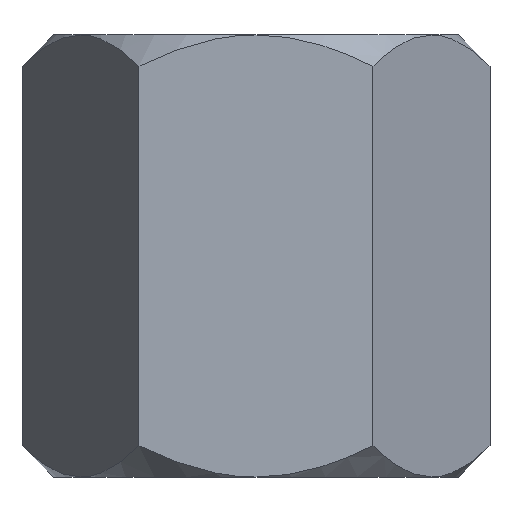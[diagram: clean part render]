
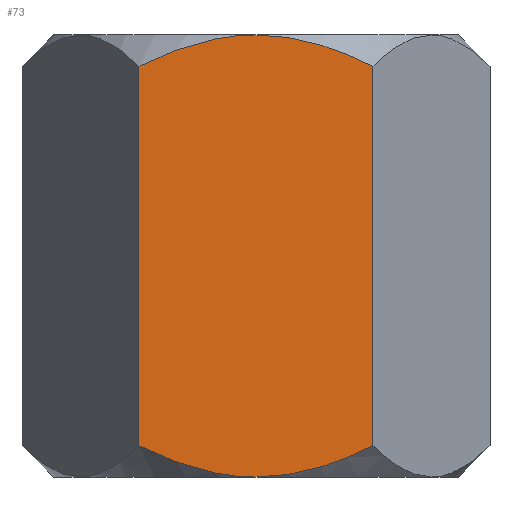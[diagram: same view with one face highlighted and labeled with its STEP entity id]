
A CAD part, front view. The second image highlights one B-rep face of the part: STEP entity #73.
In plain terms, the highlighted planar face has unit normal (0, -1, 0).
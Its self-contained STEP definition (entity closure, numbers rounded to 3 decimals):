
#73 = ADVANCED_FACE( '', ( #152 ), #153, .F. );
#152 = FACE_OUTER_BOUND( '', #233, .T. );
#153 = PLANE( '', #234 );
#233 = EDGE_LOOP( '', ( #365, #366, #367, #368, #369, #370 ) );
#234 = AXIS2_PLACEMENT_3D( '', #371, #372, #373 );
#365 = ORIENTED_EDGE( '', *, *, #461, .F. );
#366 = ORIENTED_EDGE( '', *, *, #502, .F. );
#367 = ORIENTED_EDGE( '', *, *, #452, .T. );
#368 = ORIENTED_EDGE( '', *, *, #454, .T. );
#369 = ORIENTED_EDGE( '', *, *, #503, .T. );
#370 = ORIENTED_EDGE( '', *, *, #479, .F. );
#371 = CARTESIAN_POINT( '', ( -1.588, -2.75, 3. ) );
#372 = DIRECTION( '', ( 0., 1., 0. ) );
#373 = DIRECTION( '', ( -1., 0., 0. ) );
#452 = EDGE_CURVE( '', #520, #522, #524, .F. );
#454 = EDGE_CURVE( '', #522, #526, #527, .F. );
#461 = EDGE_CURVE( '', #537, #538, #539, .F. );
#479 = EDGE_CURVE( '', #538, #563, #566, .F. );
#502 = EDGE_CURVE( '', #520, #537, #598, .T. );
#503 = EDGE_CURVE( '', #526, #563, #599, .T. );
#520 = VERTEX_POINT( '', #617 );
#522 = VERTEX_POINT( '', #624 );
#524 = B_SPLINE_CURVE_WITH_KNOTS( '', 3, ( #626, #627, #628, #629, #630, #631, #632, #633 ), .UNSPECIFIED., .F., .F., ( 4, 2, 2, 4 ), ( 0.005, 0.005, 0.006, 0.006 ), .UNSPECIFIED. );
#526 = VERTEX_POINT( '', #635 );
#527 = B_SPLINE_CURVE_WITH_KNOTS( '', 3, ( #636, #637, #638, #639, #640, #641, #642, #643 ), .UNSPECIFIED., .F., .F., ( 4, 2, 2, 4 ), ( 0.003, 0.004, 0.004, 0.005 ), .UNSPECIFIED. );
#537 = VERTEX_POINT( '', #660 );
#538 = VERTEX_POINT( '', #661 );
#539 = B_SPLINE_CURVE_WITH_KNOTS( '', 3, ( #662, #663, #664, #665, #666, #667, #668, #669 ), .UNSPECIFIED., .F., .F., ( 4, 2, 2, 4 ), ( 0.005, 0.005, 0.006, 0.006 ), .UNSPECIFIED. );
#563 = VERTEX_POINT( '', #736 );
#566 = B_SPLINE_CURVE_WITH_KNOTS( '', 3, ( #746, #747, #748, #749, #750, #751, #752, #753 ), .UNSPECIFIED., .F., .F., ( 4, 2, 2, 4 ), ( 0.003, 0.004, 0.004, 0.005 ), .UNSPECIFIED. );
#598 = LINE( '', #826, #827 );
#599 = LINE( '', #828, #829 );
#617 = CARTESIAN_POINT( '', ( 1.588, -2.75, 2.575 ) );
#624 = CARTESIAN_POINT( '', ( 0., -2.75, 3. ) );
#626 = CARTESIAN_POINT( '', ( 0., -2.75, 3. ) );
#627 = CARTESIAN_POINT( '', ( 0.279, -2.75, 3. ) );
#628 = CARTESIAN_POINT( '', ( 0.55, -2.75, 2.957 ) );
#629 = CARTESIAN_POINT( '', ( 0.95, -2.75, 2.843 ) );
#630 = CARTESIAN_POINT( '', ( 1.082, -2.75, 2.797 ) );
#631 = CARTESIAN_POINT( '', ( 1.339, -2.75, 2.693 ) );
#632 = CARTESIAN_POINT( '', ( 1.465, -2.75, 2.636 ) );
#633 = CARTESIAN_POINT( '', ( 1.588, -2.75, 2.575 ) );
#635 = CARTESIAN_POINT( '', ( -1.588, -2.75, 2.575 ) );
#636 = CARTESIAN_POINT( '', ( -1.588, -2.75, 2.575 ) );
#637 = CARTESIAN_POINT( '', ( -1.341, -2.75, 2.698 ) );
#638 = CARTESIAN_POINT( '', ( -1.082, -2.75, 2.806 ) );
#639 = CARTESIAN_POINT( '', ( -0.686, -2.75, 2.919 ) );
#640 = CARTESIAN_POINT( '', ( -0.552, -2.75, 2.948 ) );
#641 = CARTESIAN_POINT( '', ( -0.279, -2.75, 2.989 ) );
#642 = CARTESIAN_POINT( '', ( -0.139, -2.75, 3. ) );
#643 = CARTESIAN_POINT( '', ( 0., -2.75, 3. ) );
#660 = CARTESIAN_POINT( '', ( 1.588, -2.75, -2.575 ) );
#661 = CARTESIAN_POINT( '', ( 0., -2.75, -3. ) );
#662 = CARTESIAN_POINT( '', ( 0., -2.75, -3. ) );
#663 = CARTESIAN_POINT( '', ( 0.279, -2.75, -3. ) );
#664 = CARTESIAN_POINT( '', ( 0.55, -2.75, -2.957 ) );
#665 = CARTESIAN_POINT( '', ( 0.95, -2.75, -2.843 ) );
#666 = CARTESIAN_POINT( '', ( 1.082, -2.75, -2.797 ) );
#667 = CARTESIAN_POINT( '', ( 1.339, -2.75, -2.693 ) );
#668 = CARTESIAN_POINT( '', ( 1.465, -2.75, -2.636 ) );
#669 = CARTESIAN_POINT( '', ( 1.588, -2.75, -2.575 ) );
#736 = CARTESIAN_POINT( '', ( -1.588, -2.75, -2.575 ) );
#746 = CARTESIAN_POINT( '', ( -1.588, -2.75, -2.575 ) );
#747 = CARTESIAN_POINT( '', ( -1.341, -2.75, -2.698 ) );
#748 = CARTESIAN_POINT( '', ( -1.082, -2.75, -2.806 ) );
#749 = CARTESIAN_POINT( '', ( -0.686, -2.75, -2.919 ) );
#750 = CARTESIAN_POINT( '', ( -0.552, -2.75, -2.948 ) );
#751 = CARTESIAN_POINT( '', ( -0.279, -2.75, -2.989 ) );
#752 = CARTESIAN_POINT( '', ( -0.139, -2.75, -3. ) );
#753 = CARTESIAN_POINT( '', ( 0., -2.75, -3. ) );
#826 = CARTESIAN_POINT( '', ( 1.588, -2.75, 3. ) );
#827 = VECTOR( '', #921, 1000. );
#828 = CARTESIAN_POINT( '', ( -1.588, -2.75, 3. ) );
#829 = VECTOR( '', #922, 1000. );
#921 = DIRECTION( '', ( 0., 0., -1. ) );
#922 = DIRECTION( '', ( 0., 0., -1. ) );
